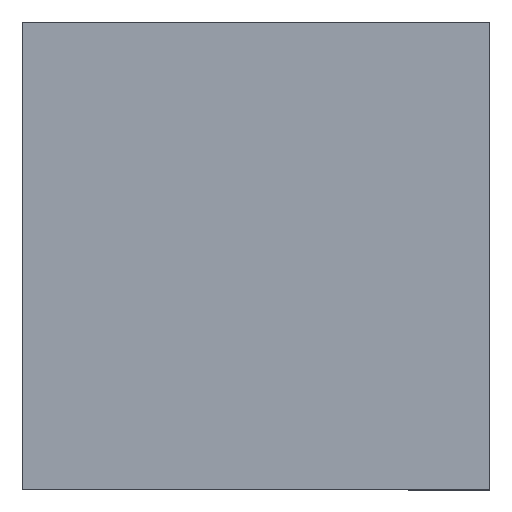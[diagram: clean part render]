
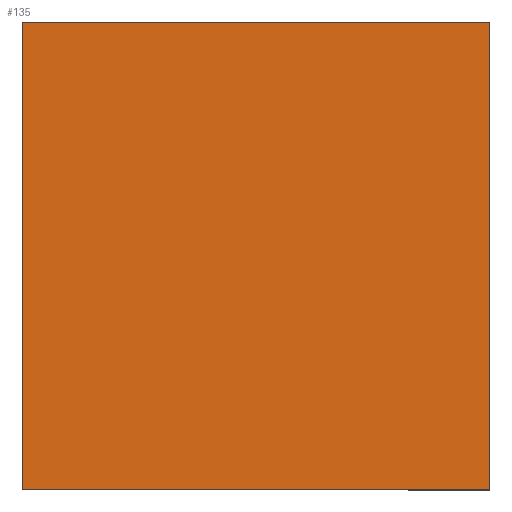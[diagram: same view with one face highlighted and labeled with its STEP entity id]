
A CAD part, left-side view. The second image highlights one B-rep face of the part: STEP entity #135.
In plain terms, the highlighted planar face has unit normal (-1, 0, 0).
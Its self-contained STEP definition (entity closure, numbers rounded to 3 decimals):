
#60 = VECTOR ( 'NONE', #66, 1000. ) ;
#66 = DIRECTION ( 'NONE',  ( 0., 0., 1. ) ) ;
#76 = VERTEX_POINT ( 'NONE', #600 ) ;
#81 = CARTESIAN_POINT ( 'NONE',  ( -70., 20., -10. ) ) ;
#130 = ORIENTED_EDGE ( 'NONE', *, *, #482, .F. ) ;
#133 = CARTESIAN_POINT ( 'NONE',  ( -70., 0., 10. ) ) ;
#135 = ADVANCED_FACE ( 'NONE', ( #732 ), #790, .F. ) ;
#178 = CARTESIAN_POINT ( 'NONE',  ( -70., 2., 10. ) ) ;
#185 = EDGE_CURVE ( 'NONE', #779, #788, #384, .T. ) ;
#196 = CARTESIAN_POINT ( 'NONE',  ( -70., 20., 10. ) ) ;
#198 = CARTESIAN_POINT ( 'NONE',  ( -70., 20., -10. ) ) ;
#199 = ORIENTED_EDGE ( 'NONE', *, *, #618, .T. ) ;
#223 = EDGE_LOOP ( 'NONE', ( #392, #130, #409, #199 ) ) ;
#239 = EDGE_CURVE ( 'NONE', #76, #280, #311, .T. ) ;
#261 = DIRECTION ( 'NONE',  ( 0., -1., 0. ) ) ;
#273 = VECTOR ( 'NONE', #568, 1000. ) ;
#279 = LINE ( 'NONE', #420, #804 ) ;
#280 = VERTEX_POINT ( 'NONE', #773 ) ;
#311 = LINE ( 'NONE', #133, #273 ) ;
#323 = CARTESIAN_POINT ( 'NONE',  ( -70., 2., -10. ) ) ;
#384 = LINE ( 'NONE', #198, #60 ) ;
#392 = ORIENTED_EDGE ( 'NONE', *, *, #239, .T. ) ;
#409 = ORIENTED_EDGE ( 'NONE', *, *, #185, .F. ) ;
#420 = CARTESIAN_POINT ( 'NONE',  ( -70., 2., 10. ) ) ;
#482 = EDGE_CURVE ( 'NONE', #788, #280, #279, .T. ) ;
#486 = DIRECTION ( 'NONE',  ( 0., 0., -1. ) ) ;
#532 = DIRECTION ( 'NONE',  ( 0., -1., 0. ) ) ;
#568 = DIRECTION ( 'NONE',  ( 0., 0., 1. ) ) ;
#600 = CARTESIAN_POINT ( 'NONE',  ( -70., 0., -10. ) ) ;
#611 = DIRECTION ( 'NONE',  ( 1., 0., 0. ) ) ;
#618 = EDGE_CURVE ( 'NONE', #779, #76, #633, .T. ) ;
#633 = LINE ( 'NONE', #323, #670 ) ;
#670 = VECTOR ( 'NONE', #261, 1000. ) ;
#729 = AXIS2_PLACEMENT_3D ( 'NONE', #178, #611, #486 ) ;
#732 = FACE_OUTER_BOUND ( 'NONE', #223, .T. ) ;
#773 = CARTESIAN_POINT ( 'NONE',  ( -70., 0., 10. ) ) ;
#779 = VERTEX_POINT ( 'NONE', #81 ) ;
#788 = VERTEX_POINT ( 'NONE', #196 ) ;
#790 = PLANE ( 'NONE',  #729 ) ;
#804 = VECTOR ( 'NONE', #532, 1000. ) ;
